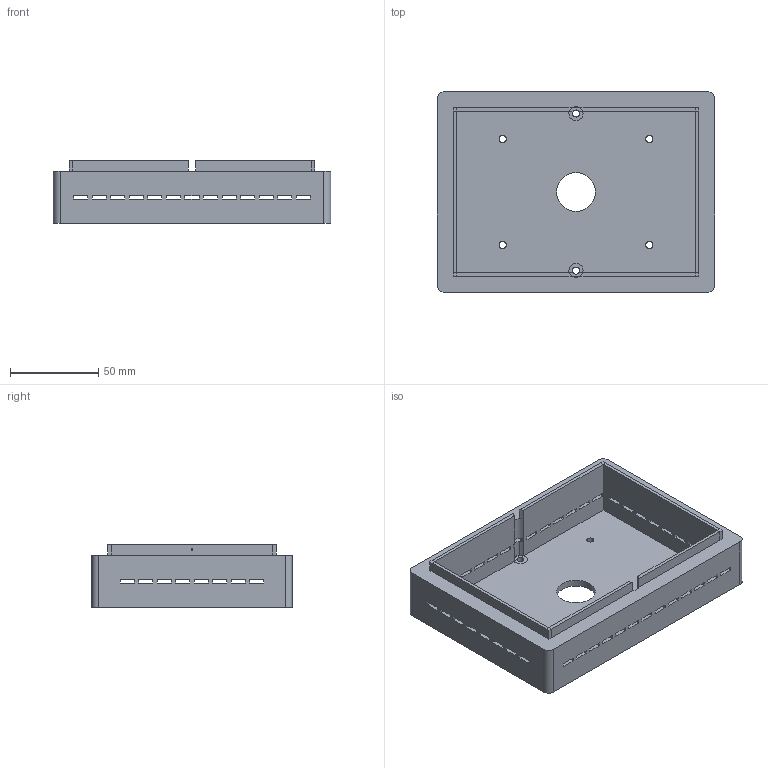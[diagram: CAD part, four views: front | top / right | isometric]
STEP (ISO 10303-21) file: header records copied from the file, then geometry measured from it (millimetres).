
FILE_DESCRIPTION(('FreeCAD Model'),'2;1');
FILE_NAME('Open CASCADE Shape Model','2026-01-25T12:20:04',('FreeCAD'),( 'FreeCAD'),'Open CASCADE STEP processor 7.5','FreeCAD','Unknown');
FILE_SCHEMA(('AUTOMOTIVE_DESIGN { 1 0 10303 214 1 1 1 1 }'));
Length unit declared in the file: millimetre
Products named in the file (1): Open CASCADE STEP translator 7.5 1
Bounding box: 157 x 113.5 x 35.6 mm (x, y, z)
Volume: 206284 mm3; surface area: 76090.8 mm2
Topology: 1 solids, 1 shells, 404 faces, 1017 edges, 612 vertices
Faces by surface type: plane 383, cylinder 21
Full cylindrical faces by diameter (mm): 1 x2, 4 x6, 22 x1
Entity records: 25244 total; most frequent: CARTESIAN_POINT 4416, DIRECTION 3861, LINE 2931, VECTOR 2931, ORIENTED_EDGE 2034, PCURVE 2034, DEFINITIONAL_REPRESENTATION 2034, EDGE_CURVE 1017
